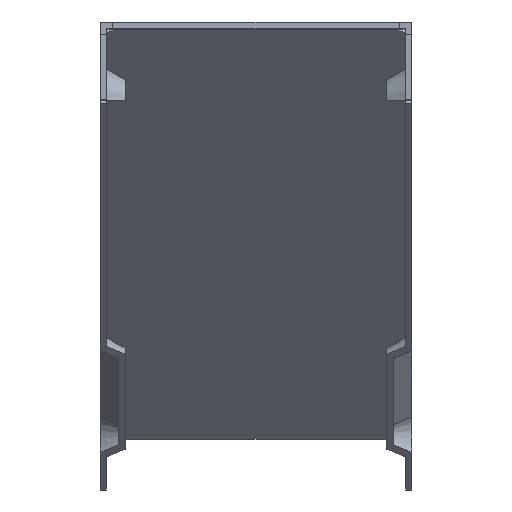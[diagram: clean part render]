
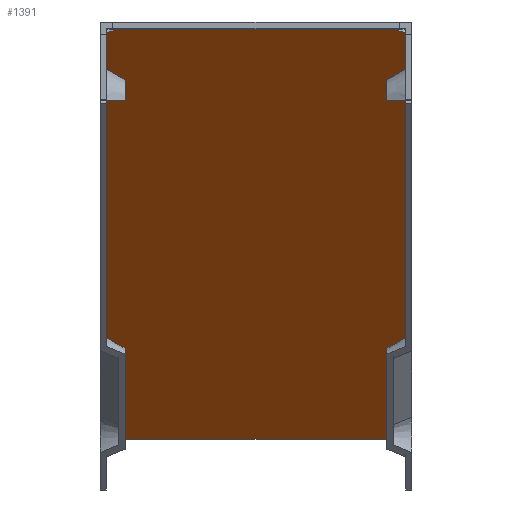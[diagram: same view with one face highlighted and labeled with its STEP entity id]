
A CAD part, top view. The second image highlights one B-rep face of the part: STEP entity #1391.
In plain terms, the highlighted planar face has unit normal (0, -0.707, 0.707).
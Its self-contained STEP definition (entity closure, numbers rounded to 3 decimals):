
#26=B_SPLINE_CURVE_WITH_KNOTS('',3,(#2227,#2228,#2229,#2230,#2231,#2232,
#2233,#2234,#2235,#2236,#2237,#2238,#2239,#2240,#2241,#2242,#2243,#2244,
#2245,#2246,#2247,#2248,#2249,#2250,#2251,#2252,#2253,#2254,#2255,#2256,
#2257),.UNSPECIFIED.,.F.,.F.,(4,3,3,3,3,3,3,3,3,3,4),(-0.216,
-0.205,-0.193,-0.18,-0.166,
-0.16,-0.15,-0.139,-0.13,
-0.118,-0.114),.UNSPECIFIED.);
#27=B_SPLINE_CURVE_WITH_KNOTS('',3,(#2264,#2265,#2266,#2267,#2268,#2269),
 .UNSPECIFIED.,.F.,.F.,(4,2,4),(0.106,0.156,0.242),
 .UNSPECIFIED.);
#60=PLANE('',#1510);
#120=FACE_OUTER_BOUND('',#188,.T.);
#188=EDGE_LOOP('',(#1076,#1077,#1078,#1079,#1080,#1081,#1082,#1083,#1084,
#1085));
#309=LINE('',#2055,#455);
#344=LINE('',#2180,#490);
#358=LINE('',#2224,#504);
#359=LINE('',#2226,#505);
#360=LINE('',#2259,#506);
#361=LINE('',#2261,#507);
#362=LINE('',#2262,#508);
#363=LINE('',#2270,#509);
#455=VECTOR('',#1667,10.);
#490=VECTOR('',#1742,10.);
#504=VECTOR('',#1776,10.);
#505=VECTOR('',#1777,10.);
#506=VECTOR('',#1778,10.);
#507=VECTOR('',#1779,10.);
#508=VECTOR('',#1780,10.);
#509=VECTOR('',#1781,10.);
#604=VERTEX_POINT('',#2052);
#605=VERTEX_POINT('',#2054);
#644=VERTEX_POINT('',#2172);
#645=VERTEX_POINT('',#2179);
#656=VERTEX_POINT('',#2222);
#657=VERTEX_POINT('',#2223);
#658=VERTEX_POINT('',#2225);
#659=VERTEX_POINT('',#2258);
#660=VERTEX_POINT('',#2260);
#661=VERTEX_POINT('',#2263);
#751=EDGE_CURVE('',#605,#604,#309,.T.);
#800=EDGE_CURVE('',#645,#644,#344,.T.);
#818=EDGE_CURVE('',#656,#657,#358,.T.);
#819=EDGE_CURVE('',#658,#656,#359,.T.);
#820=EDGE_CURVE('',#658,#605,#26,.T.);
#821=EDGE_CURVE('',#659,#604,#360,.T.);
#822=EDGE_CURVE('',#660,#659,#361,.T.);
#823=EDGE_CURVE('',#660,#645,#362,.T.);
#824=EDGE_CURVE('',#661,#644,#27,.T.);
#825=EDGE_CURVE('',#661,#657,#363,.T.);
#1076=ORIENTED_EDGE('',*,*,#818,.F.);
#1077=ORIENTED_EDGE('',*,*,#819,.F.);
#1078=ORIENTED_EDGE('',*,*,#820,.T.);
#1079=ORIENTED_EDGE('',*,*,#751,.T.);
#1080=ORIENTED_EDGE('',*,*,#821,.F.);
#1081=ORIENTED_EDGE('',*,*,#822,.F.);
#1082=ORIENTED_EDGE('',*,*,#823,.T.);
#1083=ORIENTED_EDGE('',*,*,#800,.T.);
#1084=ORIENTED_EDGE('',*,*,#824,.F.);
#1085=ORIENTED_EDGE('',*,*,#825,.T.);
#1391=ADVANCED_FACE('',(#120),#60,.F.);
#1510=AXIS2_PLACEMENT_3D('',#2221,#1774,#1775);
#1667=DIRECTION('',(0.,-0.707,-0.707));
#1742=DIRECTION('',(0.,0.707,0.707));
#1774=DIRECTION('center_axis',(0.,0.707,
-0.707));
#1775=DIRECTION('ref_axis',(0.,0.707,0.707));
#1776=DIRECTION('',(1.,0.,0.));
#1777=DIRECTION('',(0.,0.707,0.707));
#1778=DIRECTION('',(-1.,0.,0.));
#1779=DIRECTION('',(-1.,0.,0.));
#1780=DIRECTION('',(1.,0.,0.));
#1781=DIRECTION('',(0.,0.707,0.707));
#2052=CARTESIAN_POINT('',(-49.,-66.654,-65.503));
#2054=CARTESIAN_POINT('',(-49.,-1.484,-0.333));
#2055=CARTESIAN_POINT('',(-49.,-17.78,-16.629));
#2172=CARTESIAN_POINT('',(-1.,-1.484,-0.333));
#2179=CARTESIAN_POINT('',(-1.,-66.654,-65.503));
#2180=CARTESIAN_POINT('',(-1.,-17.78,-16.629));
#2221=CARTESIAN_POINT('Origin',(-25.,-0.893,0.258));
#2222=CARTESIAN_POINT('',(-48.,-1.,0.151));
#2223=CARTESIAN_POINT('',(-2.,-1.,0.151));
#2224=CARTESIAN_POINT('',(-25.,-1.,0.151));
#2225=CARTESIAN_POINT('',(-48.,-1.293,-0.142));
#2226=CARTESIAN_POINT('',(-48.,-0.843,0.308));
#2227=CARTESIAN_POINT('Ctrl Pts',(-48.,-1.293,-0.142));
#2228=CARTESIAN_POINT('Ctrl Pts',(-48.034,-1.301,-0.15));
#2229=CARTESIAN_POINT('Ctrl Pts',(-48.069,-1.31,-0.158));
#2230=CARTESIAN_POINT('Ctrl Pts',(-48.103,-1.318,-0.167));
#2231=CARTESIAN_POINT('Ctrl Pts',(-48.14,-1.327,-0.175));
#2232=CARTESIAN_POINT('Ctrl Pts',(-48.176,-1.336,-0.184));
#2233=CARTESIAN_POINT('Ctrl Pts',(-48.213,-1.345,-0.192));
#2234=CARTESIAN_POINT('Ctrl Pts',(-48.252,-1.354,-0.201));
#2235=CARTESIAN_POINT('Ctrl Pts',(-48.292,-1.363,-0.21));
#2236=CARTESIAN_POINT('Ctrl Pts',(-48.333,-1.372,-0.219));
#2237=CARTESIAN_POINT('Ctrl Pts',(-48.377,-1.381,-0.229));
#2238=CARTESIAN_POINT('Ctrl Pts',(-48.421,-1.391,-0.238));
#2239=CARTESIAN_POINT('Ctrl Pts',(-48.467,-1.4,-0.247));
#2240=CARTESIAN_POINT('Ctrl Pts',(-48.487,-1.404,-0.251));
#2241=CARTESIAN_POINT('Ctrl Pts',(-48.508,-1.408,-0.255));
#2242=CARTESIAN_POINT('Ctrl Pts',(-48.528,-1.412,-0.259));
#2243=CARTESIAN_POINT('Ctrl Pts',(-48.563,-1.419,-0.266));
#2244=CARTESIAN_POINT('Ctrl Pts',(-48.599,-1.425,-0.273));
#2245=CARTESIAN_POINT('Ctrl Pts',(-48.634,-1.431,-0.279));
#2246=CARTESIAN_POINT('Ctrl Pts',(-48.672,-1.437,-0.285));
#2247=CARTESIAN_POINT('Ctrl Pts',(-48.709,-1.444,-0.292));
#2248=CARTESIAN_POINT('Ctrl Pts',(-48.747,-1.449,-0.298));
#2249=CARTESIAN_POINT('Ctrl Pts',(-48.775,-1.454,-0.302));
#2250=CARTESIAN_POINT('Ctrl Pts',(-48.803,-1.458,-0.306));
#2251=CARTESIAN_POINT('Ctrl Pts',(-48.831,-1.462,-0.31));
#2252=CARTESIAN_POINT('Ctrl Pts',(-48.872,-1.468,-0.316));
#2253=CARTESIAN_POINT('Ctrl Pts',(-48.913,-1.473,-0.322));
#2254=CARTESIAN_POINT('Ctrl Pts',(-48.954,-1.479,-0.327));
#2255=CARTESIAN_POINT('Ctrl Pts',(-48.969,-1.48,-0.329));
#2256=CARTESIAN_POINT('Ctrl Pts',(-48.984,-1.482,-0.331));
#2257=CARTESIAN_POINT('Ctrl Pts',(-49.,-1.484,-0.333));
#2258=CARTESIAN_POINT('',(-48.,-66.654,-65.503));
#2259=CARTESIAN_POINT('',(-37.5,-66.654,-65.503));
#2260=CARTESIAN_POINT('',(-2.,-66.654,-65.503));
#2261=CARTESIAN_POINT('',(0.,-66.654,-65.503));
#2262=CARTESIAN_POINT('',(-37.5,-66.654,-65.503));
#2263=CARTESIAN_POINT('',(-2.,-1.293,-0.142));
#2264=CARTESIAN_POINT('Ctrl Pts',(-2.,-1.293,-0.142));
#2265=CARTESIAN_POINT('Ctrl Pts',(-1.882,-1.322,-0.17));
#2266=CARTESIAN_POINT('Ctrl Pts',(-1.764,-1.35,-0.199));
#2267=CARTESIAN_POINT('Ctrl Pts',(-1.419,-1.425,-0.273));
#2268=CARTESIAN_POINT('Ctrl Pts',(-1.216,-1.458,-0.307));
#2269=CARTESIAN_POINT('Ctrl Pts',(-1.,-1.484,
-0.333));
#2270=CARTESIAN_POINT('',(-2.,22.266,23.417));
